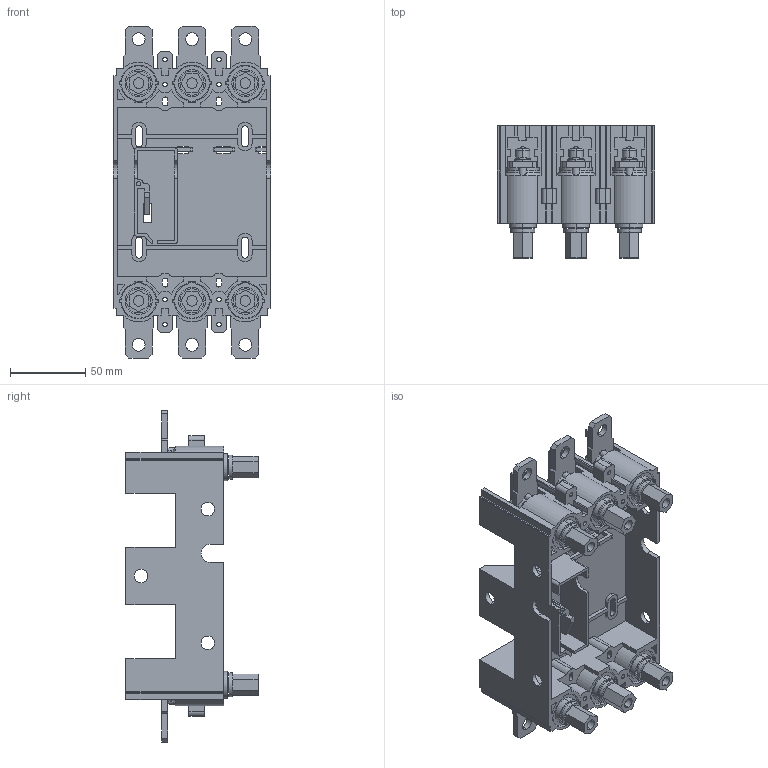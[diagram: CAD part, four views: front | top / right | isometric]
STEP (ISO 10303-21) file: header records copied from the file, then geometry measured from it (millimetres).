
FILE_DESCRIPTION (( 'STEP AP203' ), '1' );
FILE_NAME ('mccb-2-pin23F-200A Ïàíåëü âòû÷íàÿ AV POWER-23 ïåðåäíåãî ïðèñîåä. PID-23F 200À EKF.STEP', '2024-11-07T11:02:40', ( '' ), ( '' ), 'SwSTEP 2.0', 'SolidWorks 2021', '' );
FILE_SCHEMA (( 'CONFIG_CONTROL_DESIGN' ));
Length unit declared in the file: millimetre
Products named in the file (1): mccb-2-pin23F-200A Ïàíåëü âòû÷íàÿ AV POWER-23 ïåðåäíåãî ïðèñîåä. PID-23F 200À EKF
Bounding box: 105 x 88 x 221 mm (x, y, z)
Volume: 307039.5 mm3; surface area: 212012.4 mm2
Topology: 25 solids, 31 shells, 1323 faces, 3630 edges, 2371 vertices
Faces by surface type: plane 867, cylinder 411, cone 33, torus 12
Entity records: 42352 total; most frequent: CARTESIAN_POINT 7645, ORIENTED_EDGE 7260, DIRECTION 7181, EDGE_CURVE 3630, VECTOR 2647, LINE 2647, VERTEX_POINT 2371, AXIS2_PLACEMENT_3D 2267
